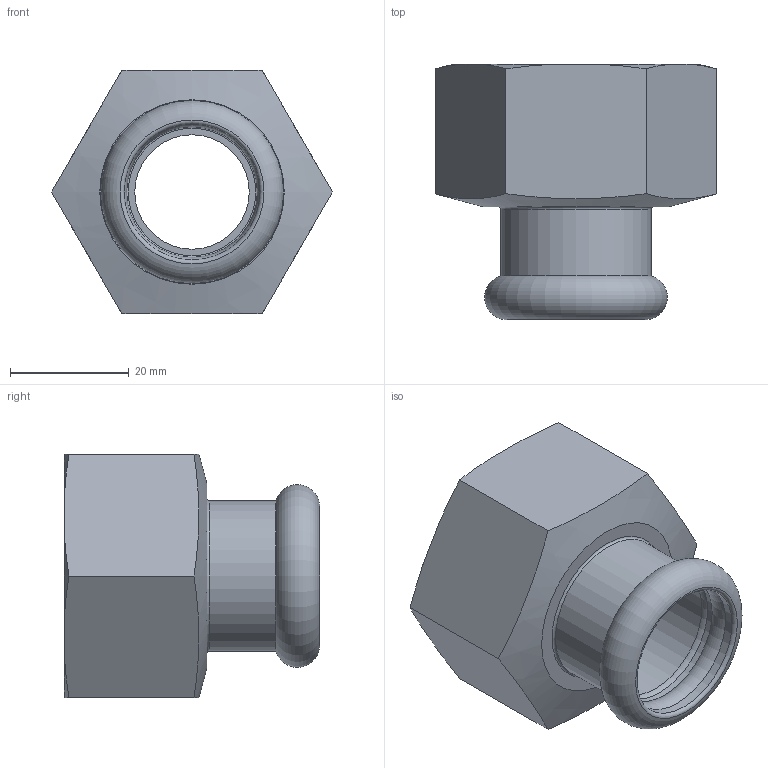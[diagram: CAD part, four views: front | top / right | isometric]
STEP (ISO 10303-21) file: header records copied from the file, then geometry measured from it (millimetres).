
FILE_DESCRIPTION(/* description */ ('Manicotto Filettato Femmina 1"x22 REf 390'),/* implementation_level */ '2;1');
FILE_NAME(/* name */ '390100022_Steelpres.stp',/* time_stamp */ '2022-10-21T16:46:52+02:00',/* author */ ('Vault'),/* organization */ ('Raccorderie metalliche s.p.a. '),/* preprocessor_version */ 'ST-DEVELOPER v18.1',/* originating_system */ 'Autodesk Inventor 2020',/* authorisation */ 'Raccorderie metalliche s.p.a. ');
FILE_SCHEMA (('AUTOMOTIVE_DESIGN { 1 0 10303 214 3 1 1 }'));
Length unit declared in the file: millimetre
Products named in the file (1): 390100022_Steelpres
Bounding box: 47.34 x 43 x 41 mm (x, y, z)
Volume: 20647.4 mm3; surface area: 11062.2 mm2
Topology: 1 solids, 1 shells, 32 faces, 93 edges, 65 vertices
Faces by surface type: plane 10, cone 9, cylinder 7, torus 6
Full cylindrical faces by diameter (mm): 19.3 x1, 22.3 x1, 22.9 x2, 25.3 x1, 30.291 x1, 35 x1
Entity records: 1117 total; most frequent: CARTESIAN_POINT 239, ORIENTED_EDGE 186, DIRECTION 182, EDGE_CURVE 93, AXIS2_PLACEMENT_3D 80, VERTEX_POINT 65, CIRCLE 47, EDGE_LOOP 36
